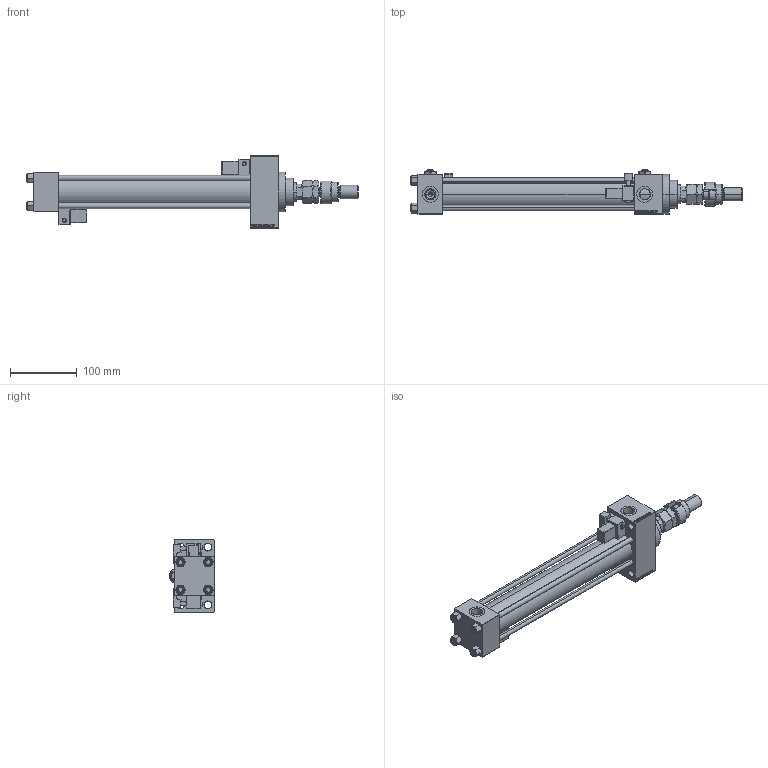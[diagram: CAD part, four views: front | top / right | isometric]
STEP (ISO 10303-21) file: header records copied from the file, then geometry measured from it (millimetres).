
FILE_DESCRIPTION (( 'STEP AP203' ), '1' );
FILE_NAME ('4aae.STEP', '2023-08-23T18:47:47', ( '' ), ( '' ), 'SwSTEP 2.0', 'SolidWorks 2019', '' );
FILE_SCHEMA (( 'CONFIG_CONTROL_DESIGN' ));
Length unit declared in the file: millimetre
Products named in the file (11): Zatka_pro_OIL_PORT 9f10d111c1b52b99e62425b05ec7486c; 4aae; V215CR_D_TYCINKA 9f10d111c1b52b99e62425b05ec7486c; V215_VC_A 9f10d111c1b52b99e62425b05ec7486c; FEMALE_PART_FOR_DFA 9f10d111c1b52b99e62425b05ec7486c; NUT_M5_D 9f10d111c1b52b99e62425b05ec7486c; MFA 9f10d111c1b52b99e62425b05ec7486c; V215CR_VCP_D 9f10d111c1b52b99e62425b05ec7486c; V215CR_MSU 9f10d111c1b52b99e62425b05ec7486c; DFA 9f10d111c1b52b99e62425b05ec7486c; V215CR_D_Body 9f10d111c1b52b99e62425b05ec7486c
Assembly tree (18 placements, depth 3):
  4aae
    V215CR_D_Body 9f10d111c1b52b99e62425b05ec7486c
    V215CR_VCP_D 9f10d111c1b52b99e62425b05ec7486c
    NUT_M5_D 9f10d111c1b52b99e62425b05ec7486c  x4
    V215CR_D_TYCINKA 9f10d111c1b52b99e62425b05ec7486c  x4
    V215_VC_A 9f10d111c1b52b99e62425b05ec7486c
    DFA 9f10d111c1b52b99e62425b05ec7486c
      FEMALE_PART_FOR_DFA 9f10d111c1b52b99e62425b05ec7486c
      MFA 9f10d111c1b52b99e62425b05ec7486c
    V215CR_MSU 9f10d111c1b52b99e62425b05ec7486c  x2
    Zatka_pro_OIL_PORT 9f10d111c1b52b99e62425b05ec7486c  x2
Bounding box: 499 x 67 x 109 mm (x, y, z)
Volume: 897524.2 mm3; surface area: 262576.1 mm2
Topology: 17 solids, 17 shells, 1444 faces, 3530 edges, 2222 vertices
Faces by surface type: plane 632, bspline 368, cone 224, cylinder 172, torus 24, sphere 24
Entity records: 54337 total; most frequent: CARTESIAN_POINT 26786, ORIENTED_EDGE 5978, DIRECTION 4223, EDGE_CURVE 2989, VERTEX_POINT 1924, VECTOR 1711, LINE 1711, EDGE_LOOP 1349
